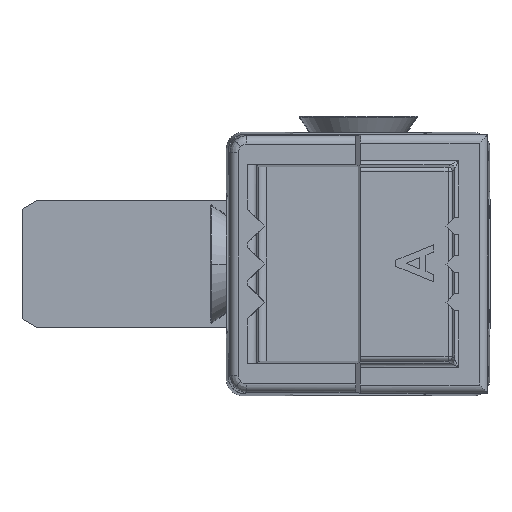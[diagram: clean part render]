
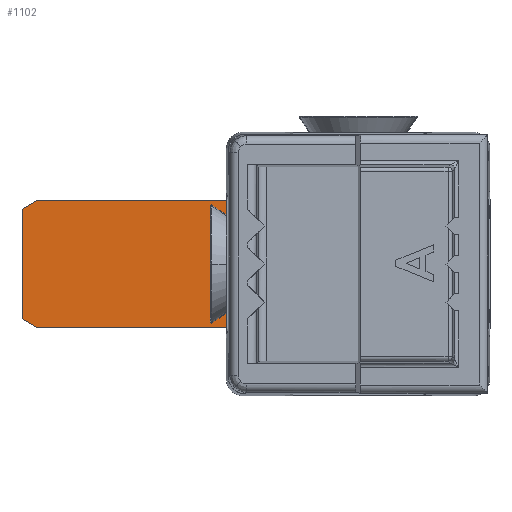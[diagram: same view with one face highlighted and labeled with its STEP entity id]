
A CAD part, left-side view. The second image highlights one B-rep face of the part: STEP entity #1102.
In plain terms, the highlighted planar face has unit normal (-1, 0, 0).
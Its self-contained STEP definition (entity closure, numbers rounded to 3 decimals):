
#1060 = EDGE_CURVE ( 'NONE', #1061, #1062, #4563, .T. ) ;
#1061 = VERTEX_POINT ( 'NONE', #4559 ) ;
#1062 = VERTEX_POINT ( 'NONE', #4558 ) ;
#1094 = EDGE_CURVE ( 'NONE', #1061, #1095, #4575, .T. ) ;
#1095 = VERTEX_POINT ( 'NONE', #4571 ) ;
#1102 = ADVANCED_FACE ( 'NONE', ( #4623 ), #4622, .F. ) ;
#1103 = EDGE_LOOP ( 'NONE', ( #1104, #12478, #12479, #12481, #12480, #12486 ) ) ;
#1104 = ORIENTED_EDGE ( 'NONE', *, *, #1105, .T. ) ;
#1105 = EDGE_CURVE ( 'NONE', #1106, #1107, #4617, .T. ) ;
#1106 = VERTEX_POINT ( 'NONE', #4613 ) ;
#1107 = VERTEX_POINT ( 'NONE', #4612 ) ;
#4558 = CARTESIAN_POINT ( 'NONE',  ( -2.108, 9.926, -0.254 ) ) ;
#4559 = CARTESIAN_POINT ( 'NONE',  ( -2.108, 9.926, -3.556 ) ) ;
#4560 = DIRECTION ( 'NONE',  ( 0., 0., 1. ) ) ;
#4561 = VECTOR ( 'NONE', #4560, 1000. ) ;
#4562 = CARTESIAN_POINT ( 'NONE',  ( -2.108, 9.926, -3.81 ) ) ;
#4563 = LINE ( 'NONE', #4562, #4561 ) ;
#4571 = CARTESIAN_POINT ( 'NONE',  ( -2.108, 9.486, -3.81 ) ) ;
#4572 = DIRECTION ( 'NONE',  ( 0., -0.866, -0.5 ) ) ;
#4573 = VECTOR ( 'NONE', #4572, 1000. ) ;
#4574 = CARTESIAN_POINT ( 'NONE',  ( -2.108, 9.486, -3.81 ) ) ;
#4575 = LINE ( 'NONE', #4574, #4573 ) ;
#4612 = CARTESIAN_POINT ( 'NONE',  ( -2.108, 9.486, 0. ) ) ;
#4613 = CARTESIAN_POINT ( 'NONE',  ( -2.108, -0.285, 0. ) ) ;
#4614 = DIRECTION ( 'NONE',  ( 0., 1., 0. ) ) ;
#4615 = VECTOR ( 'NONE', #4614, 1000. ) ;
#4616 = CARTESIAN_POINT ( 'NONE',  ( -2.108, 9.926, 0. ) ) ;
#4617 = LINE ( 'NONE', #4616, #4615 ) ;
#4618 = DIRECTION ( 'NONE',  ( 0., -1., 0. ) ) ;
#4619 = DIRECTION ( 'NONE',  ( 1., 0., 0. ) ) ;
#4620 = AXIS2_PLACEMENT_3D ( 'NONE', #4621, #4619, #4618 ) ;
#4621 = CARTESIAN_POINT ( 'NONE',  ( -2.108, 9.926, -3.81 ) ) ;
#4622 = PLANE ( 'NONE',  #4620 ) ;
#4623 = FACE_OUTER_BOUND ( 'NONE', #1103, .T. ) ;
#9046 = CARTESIAN_POINT ( 'NONE',  ( -2.108, -0.285, -3.81 ) ) ;
#9047 = DIRECTION ( 'NONE',  ( 0., 0., 1. ) ) ;
#9048 = VECTOR ( 'NONE', #9047, 1000. ) ;
#9049 = CARTESIAN_POINT ( 'NONE',  ( -2.108, -0.285, 0. ) ) ;
#9050 = LINE ( 'NONE', #9049, #9048 ) ;
#9052 = DIRECTION ( 'NONE',  ( 0., 1., 0. ) ) ;
#9053 = VECTOR ( 'NONE', #9052, 1000. ) ;
#9054 = CARTESIAN_POINT ( 'NONE',  ( -2.108, 9.926, -3.81 ) ) ;
#9055 = LINE ( 'NONE', #9054, #9053 ) ;
#9056 = DIRECTION ( 'NONE',  ( 0., 0.866, -0.5 ) ) ;
#9057 = VECTOR ( 'NONE', #9056, 1000. ) ;
#9058 = CARTESIAN_POINT ( 'NONE',  ( -2.108, 9.926, -0.254 ) ) ;
#9059 = LINE ( 'NONE', #9058, #9057 ) ;
#12477 = EDGE_CURVE ( 'NONE', #1107, #1062, #9059, .T. ) ;
#12478 = ORIENTED_EDGE ( 'NONE', *, *, #12477, .T. ) ;
#12479 = ORIENTED_EDGE ( 'NONE', *, *, #1060, .F. ) ;
#12480 = ORIENTED_EDGE ( 'NONE', *, *, #12482, .F. ) ;
#12481 = ORIENTED_EDGE ( 'NONE', *, *, #1094, .T. ) ;
#12482 = EDGE_CURVE ( 'NONE', #12485, #1095, #9055, .T. ) ;
#12484 = EDGE_CURVE ( 'NONE', #12485, #1106, #9050, .T. ) ;
#12485 = VERTEX_POINT ( 'NONE', #9046 ) ;
#12486 = ORIENTED_EDGE ( 'NONE', *, *, #12484, .T. ) ;
